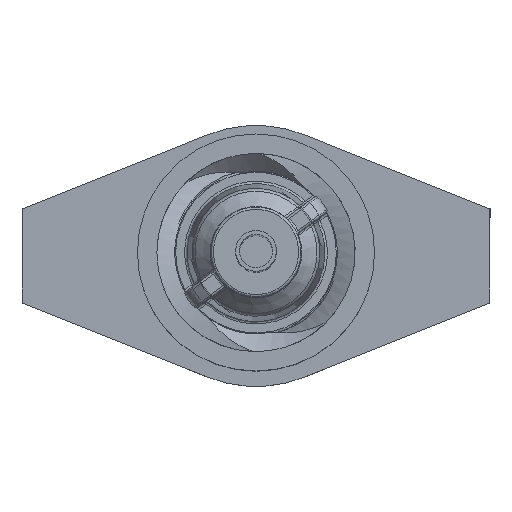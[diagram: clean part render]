
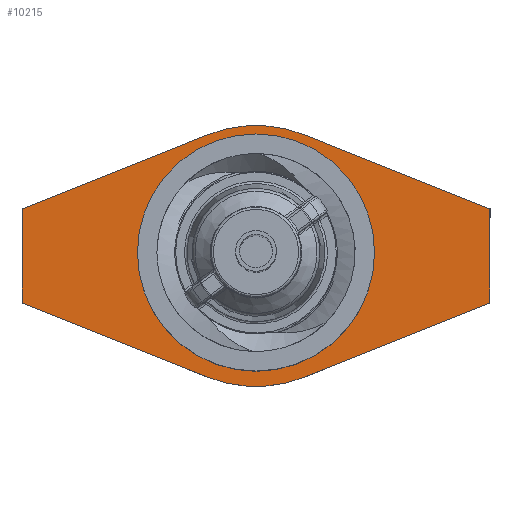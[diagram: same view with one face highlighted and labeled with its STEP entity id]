
A CAD part, top view. The second image highlights one B-rep face of the part: STEP entity #10215.
In plain terms, the highlighted planar face has unit normal (0, 0, 1).
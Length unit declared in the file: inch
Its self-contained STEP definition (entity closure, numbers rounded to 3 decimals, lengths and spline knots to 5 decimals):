
#206=PLANE('',#11178);
#623=FACE_BOUND('',#3489,.T.);
#1094=LINE('',#19691,#1891);
#1096=LINE('',#19695,#1893);
#1099=LINE('',#19703,#1896);
#1101=LINE('',#19707,#1898);
#1103=LINE('',#19711,#1900);
#1106=LINE('',#19718,#1903);
#1891=VECTOR('',#12960,39.37008);
#1893=VECTOR('',#12964,39.37008);
#1896=VECTOR('',#12973,39.37008);
#1898=VECTOR('',#12977,39.37008);
#1900=VECTOR('',#12981,39.37008);
#1903=VECTOR('',#12990,39.37008);
#2754=FACE_OUTER_BOUND('',#3488,.T.);
#3488=EDGE_LOOP('',(#8116,#8117,#8118,#8119,#8120,#8121,#8122,#8123));
#3489=EDGE_LOOP('',(#8124));
#4126=CIRCLE('',#10994,0.13);
#4289=CIRCLE('',#11171,0.208);
#4290=CIRCLE('',#11176,0.208);
#4679=VERTEX_POINT('',#18429);
#5040=VERTEX_POINT('',#19688);
#5041=VERTEX_POINT('',#19690);
#5042=VERTEX_POINT('',#19694);
#5043=VERTEX_POINT('',#19698);
#5044=VERTEX_POINT('',#19702);
#5045=VERTEX_POINT('',#19706);
#5046=VERTEX_POINT('',#19710);
#5047=VERTEX_POINT('',#19714);
#5813=EDGE_CURVE('',#4679,#4679,#4126,.T.);
#6184=EDGE_CURVE('',#5040,#5041,#1094,.T.);
#6186=EDGE_CURVE('',#5041,#5042,#1096,.T.);
#6188=EDGE_CURVE('',#5042,#5043,#4289,.T.);
#6190=EDGE_CURVE('',#5043,#5044,#1099,.T.);
#6192=EDGE_CURVE('',#5044,#5045,#1101,.T.);
#6194=EDGE_CURVE('',#5045,#5046,#1103,.T.);
#6196=EDGE_CURVE('',#5046,#5047,#4290,.T.);
#6198=EDGE_CURVE('',#5047,#5040,#1106,.T.);
#8116=ORIENTED_EDGE('',*,*,#6198,.F.);
#8117=ORIENTED_EDGE('',*,*,#6196,.F.);
#8118=ORIENTED_EDGE('',*,*,#6194,.F.);
#8119=ORIENTED_EDGE('',*,*,#6192,.F.);
#8120=ORIENTED_EDGE('',*,*,#6190,.F.);
#8121=ORIENTED_EDGE('',*,*,#6188,.F.);
#8122=ORIENTED_EDGE('',*,*,#6186,.F.);
#8123=ORIENTED_EDGE('',*,*,#6184,.F.);
#8124=ORIENTED_EDGE('',*,*,#5813,.F.);
#10215=ADVANCED_FACE('',(#2754,#623),#206,.T.);
#10994=AXIS2_PLACEMENT_3D('',#18431,#12427,#12428);
#11171=AXIS2_PLACEMENT_3D('',#19699,#12968,#12969);
#11176=AXIS2_PLACEMENT_3D('',#19715,#12985,#12986);
#11178=AXIS2_PLACEMENT_3D('',#19719,#12991,#12992);
#12427=DIRECTION('center_axis',(0.,0.,1.));
#12428=DIRECTION('ref_axis',(1.,0.,0.));
#12960=DIRECTION('',(0.,-1.,0.));
#12964=DIRECTION('',(-0.929,-0.371,0.));
#12968=DIRECTION('center_axis',(0.,0.,-1.));
#12969=DIRECTION('ref_axis',(-1.,0.,0.));
#12973=DIRECTION('',(-0.929,0.371,0.));
#12977=DIRECTION('',(0.,1.,0.));
#12981=DIRECTION('',(0.929,0.371,0.));
#12985=DIRECTION('center_axis',(0.,0.,-1.));
#12986=DIRECTION('ref_axis',(1.,0.,0.));
#12990=DIRECTION('',(0.929,-0.371,0.));
#12991=DIRECTION('center_axis',(0.,0.,1.));
#12992=DIRECTION('ref_axis',(1.,0.,0.));
#18429=CARTESIAN_POINT('',(0.,0.13,-1.3405));
#18431=CARTESIAN_POINT('Origin',(0.,0.,-1.3405));
#19688=CARTESIAN_POINT('',(0.373,0.075,-1.3405));
#19690=CARTESIAN_POINT('',(0.373,-0.075,-1.3405));
#19691=CARTESIAN_POINT('',(0.373,-0.075,-1.3405));
#19694=CARTESIAN_POINT('',(0.07715,-0.19316,-1.3405));
#19695=CARTESIAN_POINT('',(0.373,-0.075,-1.3405));
#19698=CARTESIAN_POINT('',(-0.07715,-0.19316,-1.3405));
#19699=CARTESIAN_POINT('Origin',(0.,0.,
-1.3405));
#19702=CARTESIAN_POINT('',(-0.373,-0.075,-1.3405));
#19703=CARTESIAN_POINT('',(-0.373,-0.075,-1.3405));
#19706=CARTESIAN_POINT('',(-0.373,0.075,-1.3405));
#19707=CARTESIAN_POINT('',(-0.373,-0.075,-1.3405));
#19710=CARTESIAN_POINT('',(-0.07715,0.19316,-1.3405));
#19711=CARTESIAN_POINT('',(-0.373,0.075,-1.3405));
#19714=CARTESIAN_POINT('',(0.07715,0.19316,-1.3405));
#19715=CARTESIAN_POINT('Origin',(0.,0.,-1.3405));
#19718=CARTESIAN_POINT('',(0.373,0.075,-1.3405));
#19719=CARTESIAN_POINT('Origin',(0.,0.,-1.3405));
